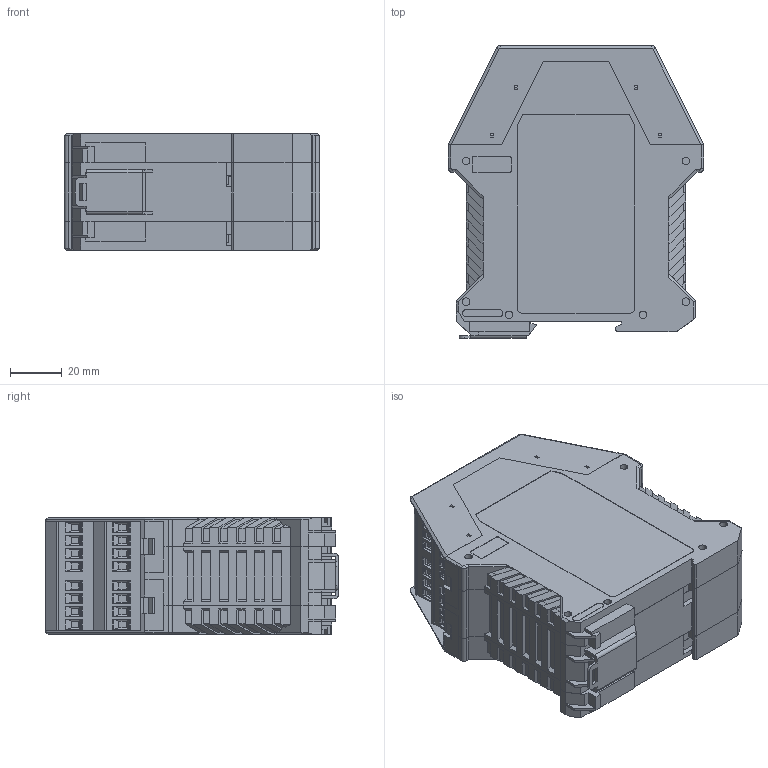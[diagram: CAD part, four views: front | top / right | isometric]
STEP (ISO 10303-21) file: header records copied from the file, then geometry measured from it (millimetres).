
FILE_DESCRIPTION (( 'STEP AP203' ), '1' );
FILE_NAME ('280-Viper-44 (STEP format).STEP', '2017-06-05T09:01:32', ( '' ), ( '' ), 'SwSTEP 2.0', 'SolidWorks 2015', '' );
FILE_SCHEMA (( 'CONFIG_CONTROL_DESIGN' ));
Products named in the file (1): 280-Viper-44 (STEP format)
Bounding box: 99 x 113.6 x 45.2 mm (x, y, z)
Volume: 101853.8 mm3; surface area: 107449.4 mm2
Topology: 17 solids, 17 shells, 3511 faces, 9612 edges, 6260 vertices
Faces by surface type: plane 2939, cylinder 564, cone 8
Entity records: 109903 total; most frequent: CARTESIAN_POINT 19384, ORIENTED_EDGE 19224, DIRECTION 18020, EDGE_CURVE 9612, VECTOR 8228, LINE 8228, VERTEX_POINT 6260, AXIS2_PLACEMENT_3D 4896
